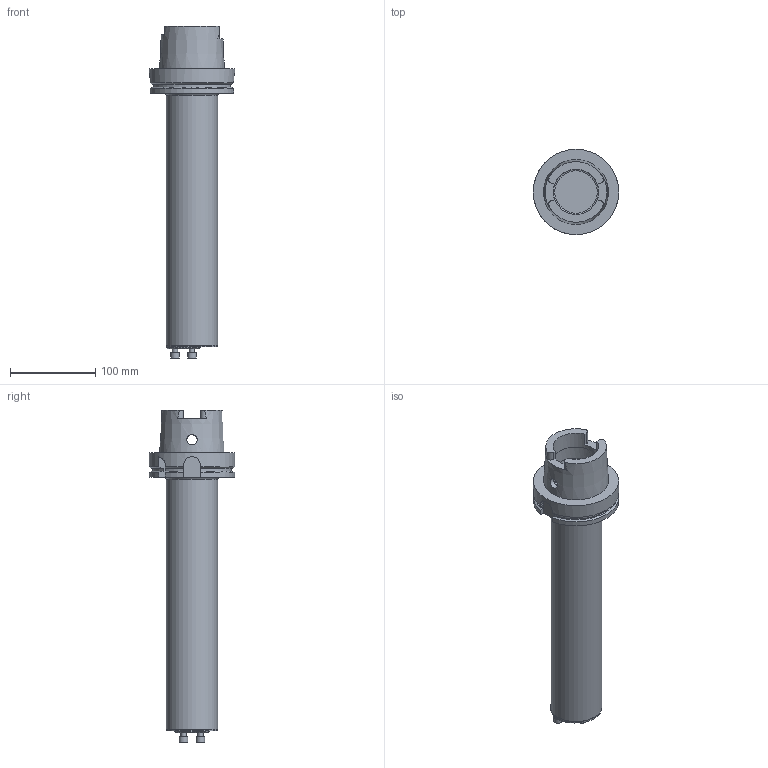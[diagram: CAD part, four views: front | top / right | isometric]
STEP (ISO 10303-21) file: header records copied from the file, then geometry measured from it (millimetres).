
FILE_DESCRIPTION(/* description */ (''),/* implementation_level */ '2;1');
FILE_NAME(/* name */ '1529477574954.stp',/* time_stamp */ '2018-06-20T08:53:01+02:00',/* author */ (''),/* organization */ ('SMS'),/* preprocessor_version */ 'ST-DEVELOPER v15',/* originating_system */ 'SIEMENS PLM Software NX 8.5',/* authorisation */ '');
FILE_SCHEMA (('AUTOMOTIVE_DESIGN { 1 0 10303 214 3 1 1 1 }'));
Length unit declared in the file: millimetre
Products named in the file (1): HT10_SL60D_328_40R
Bounding box: 99.93 x 99.93 x 388.9 mm (x, y, z)
Volume: 1105095.7 mm3; surface area: 105954.5 mm2
Topology: 1 solids, 1 shells, 108 faces, 283 edges, 188 vertices
Faces by surface type: plane 60, cylinder 30, cone 10, torus 6, bspline 2
Full cylindrical faces by diameter (mm): 6 x3, 10 x3, 12 x2, 53.06 x2, 60 x2, 63.095 x1, 99.93 x1
Entity records: 3303 total; most frequent: CARTESIAN_POINT 774, DIRECTION 512, ORIENTED_EDGE 482, EDGE_CURVE 241, AXIS2_PLACEMENT_3D 192, VERTEX_POINT 169, EDGE_LOOP 146, LINE 128
